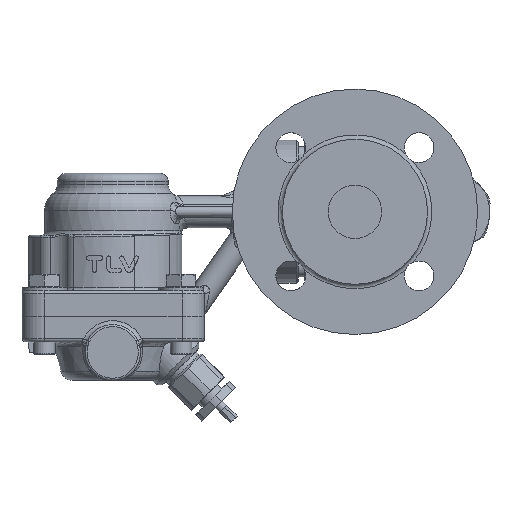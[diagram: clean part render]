
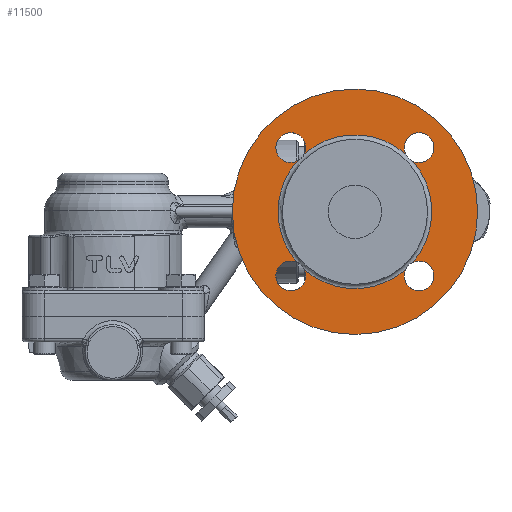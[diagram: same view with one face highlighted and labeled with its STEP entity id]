
A CAD part, front view. The second image highlights one B-rep face of the part: STEP entity #11500.
In plain terms, the highlighted planar face has unit normal (0, -1, 0).
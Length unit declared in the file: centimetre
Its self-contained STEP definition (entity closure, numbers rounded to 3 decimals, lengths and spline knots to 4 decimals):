
#492=FACE_BOUND('',#3262,.T.);
#1671=CIRCLE('',#12822,5.75);
#1672=CIRCLE('',#12823,3.6);
#1673=CIRCLE('',#12824,0.7);
#1674=CIRCLE('',#12825,3.6);
#1675=CIRCLE('',#12826,0.7);
#1676=CIRCLE('',#12827,3.6);
#1677=CIRCLE('',#12828,0.7);
#1678=CIRCLE('',#12829,3.6);
#1679=CIRCLE('',#12830,0.7);
#2405=FACE_OUTER_BOUND('',#3261,.T.);
#3261=EDGE_LOOP('',(#10118));
#3262=EDGE_LOOP('',(#10119,#10120,#10121,#10122,#10123,#10124,#10125,#10126));
#5380=VERTEX_POINT('',#24840);
#5381=VERTEX_POINT('',#24842);
#5382=VERTEX_POINT('',#24843);
#5383=VERTEX_POINT('',#24845);
#5384=VERTEX_POINT('',#24847);
#5385=VERTEX_POINT('',#24849);
#5386=VERTEX_POINT('',#24851);
#5387=VERTEX_POINT('',#24853);
#5388=VERTEX_POINT('',#24855);
#6978=EDGE_CURVE('',#5380,#5380,#1671,.T.);
#6979=EDGE_CURVE('',#5381,#5382,#1672,.T.);
#6980=EDGE_CURVE('',#5381,#5383,#1673,.T.);
#6981=EDGE_CURVE('',#5384,#5383,#1674,.T.);
#6982=EDGE_CURVE('',#5384,#5385,#1675,.T.);
#6983=EDGE_CURVE('',#5386,#5385,#1676,.T.);
#6984=EDGE_CURVE('',#5386,#5387,#1677,.T.);
#6985=EDGE_CURVE('',#5388,#5387,#1678,.T.);
#6986=EDGE_CURVE('',#5388,#5382,#1679,.T.);
#10118=ORIENTED_EDGE('',*,*,#6978,.F.);
#10119=ORIENTED_EDGE('',*,*,#6979,.F.);
#10120=ORIENTED_EDGE('',*,*,#6980,.T.);
#10121=ORIENTED_EDGE('',*,*,#6981,.F.);
#10122=ORIENTED_EDGE('',*,*,#6982,.T.);
#10123=ORIENTED_EDGE('',*,*,#6983,.F.);
#10124=ORIENTED_EDGE('',*,*,#6984,.T.);
#10125=ORIENTED_EDGE('',*,*,#6985,.F.);
#10126=ORIENTED_EDGE('',*,*,#6986,.T.);
#10461=PLANE('',#12821);
#11500=ADVANCED_FACE('',(#2405,#492),#10461,.F.);
#12821=AXIS2_PLACEMENT_3D('',#24839,#15934,#15935);
#12822=AXIS2_PLACEMENT_3D('',#24841,#15936,#15937);
#12823=AXIS2_PLACEMENT_3D('',#24844,#15938,#15939);
#12824=AXIS2_PLACEMENT_3D('',#24846,#15940,#15941);
#12825=AXIS2_PLACEMENT_3D('',#24848,#15942,#15943);
#12826=AXIS2_PLACEMENT_3D('',#24850,#15944,#15945);
#12827=AXIS2_PLACEMENT_3D('',#24852,#15946,#15947);
#12828=AXIS2_PLACEMENT_3D('',#24854,#15948,#15949);
#12829=AXIS2_PLACEMENT_3D('',#24856,#15950,#15951);
#12830=AXIS2_PLACEMENT_3D('',#24857,#15952,#15953);
#15934=DIRECTION('center_axis',(0.,1.,0.));
#15935=DIRECTION('ref_axis',(1.,0.,0.));
#15936=DIRECTION('center_axis',(0.,1.,0.));
#15937=DIRECTION('ref_axis',(1.,0.,0.));
#15938=DIRECTION('center_axis',(0.,-1.,0.));
#15939=DIRECTION('ref_axis',(1.,0.,0.));
#15940=DIRECTION('center_axis',(0.,1.,0.));
#15941=DIRECTION('ref_axis',(1.,0.,0.));
#15942=DIRECTION('center_axis',(0.,-1.,0.));
#15943=DIRECTION('ref_axis',(1.,0.,0.));
#15944=DIRECTION('center_axis',(0.,1.,0.));
#15945=DIRECTION('ref_axis',(0.,0.,
-1.));
#15946=DIRECTION('center_axis',(0.,-1.,0.));
#15947=DIRECTION('ref_axis',(1.,0.,0.));
#15948=DIRECTION('center_axis',(0.,1.,0.));
#15949=DIRECTION('ref_axis',(-1.,0.,0.));
#15950=DIRECTION('center_axis',(0.,-1.,0.));
#15951=DIRECTION('ref_axis',(1.,0.,0.));
#15952=DIRECTION('center_axis',(0.,1.,0.));
#15953=DIRECTION('ref_axis',(0.,0.,
1.));
#24839=CARTESIAN_POINT('Origin',(8.5259,0.1571,-2.2379));
#24840=CARTESIAN_POINT('',(2.7759,0.1571,-2.2379));
#24841=CARTESIAN_POINT('Origin',(8.5259,0.1571,-2.2379));
#24842=CARTESIAN_POINT('',(10.8969,0.1571,0.4711));
#24843=CARTESIAN_POINT('',(6.1549,0.1571,0.4711));
#24844=CARTESIAN_POINT('Origin',(8.5259,0.1571,-2.2379));
#24845=CARTESIAN_POINT('',(11.2349,0.1571,0.1331));
#24846=CARTESIAN_POINT('Origin',(11.5311,0.1571,0.7673));
#24847=CARTESIAN_POINT('',(11.2349,0.1571,-4.6089));
#24848=CARTESIAN_POINT('Origin',(8.5259,0.1571,-2.2379));
#24849=CARTESIAN_POINT('',(10.8969,0.1571,-4.9468));
#24850=CARTESIAN_POINT('Origin',(11.5311,0.1571,-5.2431));
#24851=CARTESIAN_POINT('',(6.1549,0.1571,-4.9468));
#24852=CARTESIAN_POINT('Origin',(8.5259,0.1571,-2.2379));
#24853=CARTESIAN_POINT('',(5.817,0.1571,-4.6089));
#24854=CARTESIAN_POINT('Origin',(5.5207,0.1571,-5.2431));
#24855=CARTESIAN_POINT('',(5.817,0.1571,0.1331));
#24856=CARTESIAN_POINT('Origin',(8.5259,0.1571,-2.2379));
#24857=CARTESIAN_POINT('Origin',(5.5207,0.1571,0.7673));
